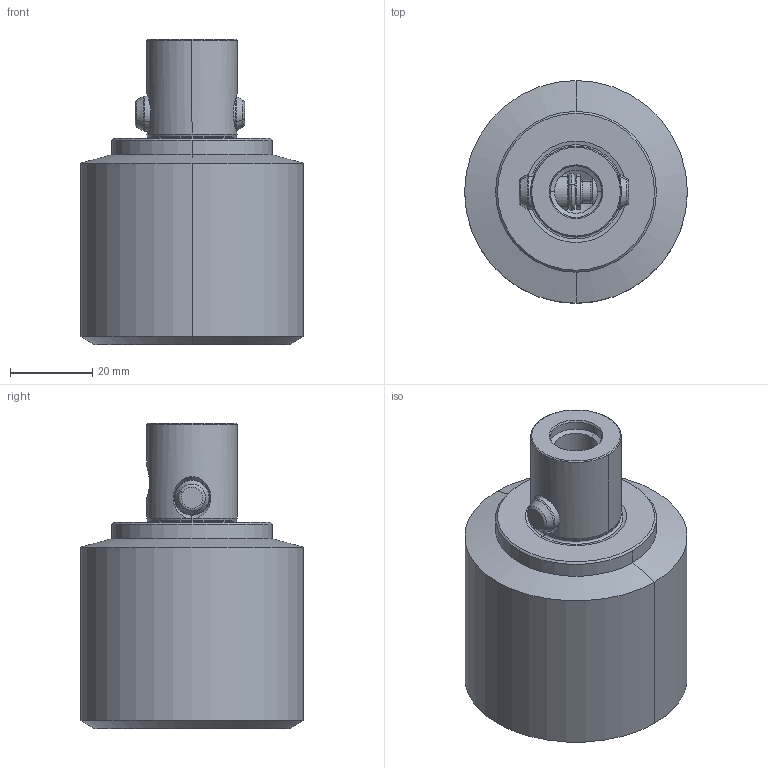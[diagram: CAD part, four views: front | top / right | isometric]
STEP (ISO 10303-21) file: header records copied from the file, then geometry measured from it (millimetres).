
FILE_DESCRIPTION(('no description'),'unknown implementation level');
FILE_NAME('40F160DE-97BF-4952-8060-C1F55CCE4796_export.stp',' ',('CIMSOURCE GmbH'),('CADClick - KiM GmbH - www.kimweb.de'),'unknown preprocess','ACIS','unknown authorization');
FILE_SCHEMA(('automotive_design'));
Length unit declared in the file: millimetre
Products named in the file (3): 335.542 Kaiser CKS4 X D54 X 50|335.542 Kaiser CKS4 X D54 X 50_Standard;NONE; 335.542 Kaiser CKS4 X D54 X 50|691.504 Kaiser ETL �8,5 X 27K_Standard|692.286 O-Ring 6x1.5_Standard;NONE; 335.542 Kaiser CKS4 X D54 X 50|691.504 Kaiser ETL �8,5 X 27K_Standard|691.524_Standard;NONE
Bounding box: 54 x 54 x 74 mm (x, y, z)
Volume: 115608 mm3; surface area: 15896.3 mm2
Topology: 3 solids, 3 shells, 93 faces, 203 edges, 112 vertices
Faces by surface type: cone 32, cylinder 28, torus 24, plane 9
Entity records: 5289 total; most frequent: CARTESIAN_POINT 837, DIRECTION 499, STYLED_ITEM 407, PRESENTATION_STYLE_ASSIGNMENT 407, COLOUR_RGB 407, ORIENTED_EDGE 398, AXIS2_PLACEMENT_3D 218, EDGE_CURVE 199
